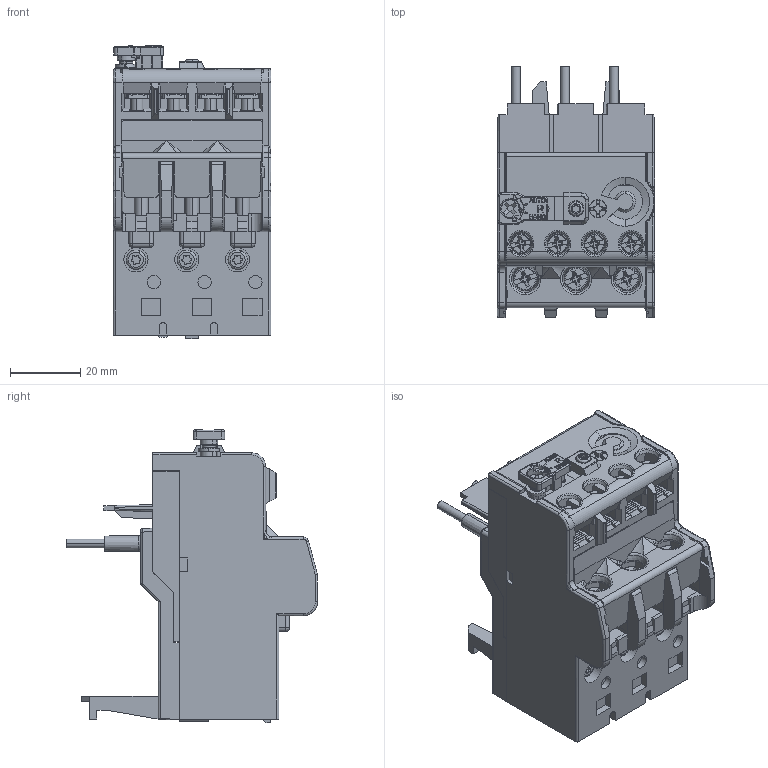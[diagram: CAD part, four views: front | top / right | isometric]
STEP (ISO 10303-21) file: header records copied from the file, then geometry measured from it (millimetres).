
FILE_DESCRIPTION (( 'STEP AP203' ), '1' );
FILE_NAME ('RW27-2D3-U023.step', '2020-08-11T11:58:15', ( '' ), ( '' ), 'SwSTEP 2.0', 'SolidWorks 2019', '' );
FILE_SCHEMA (( 'CONFIG_CONTROL_DESIGN' ));
Length unit declared in the file: millimetre
Products named in the file (1): RW27-2D3-U023
Bounding box: 45 x 71.65 x 83.7 mm (x, y, z)
Volume: 106989.1 mm3; surface area: 47282.5 mm2
Topology: 39 solids, 39 shells, 2444 faces, 6484 edges, 4120 vertices
Faces by surface type: plane 1382, cylinder 549, bspline 328, cone 180, torus 5
Entity records: 87562 total; most frequent: CARTESIAN_POINT 29910, ORIENTED_EDGE 12820, DIRECTION 10834, EDGE_CURVE 6410, VERTEX_POINT 4120, LINE 4000, VECTOR 4000, AXIS2_PLACEMENT_3D 3417
